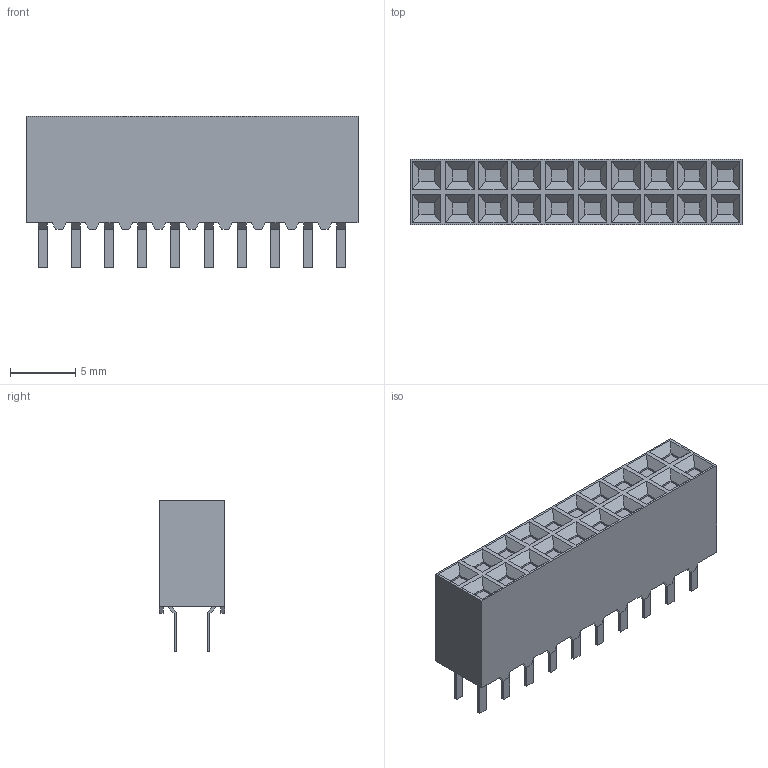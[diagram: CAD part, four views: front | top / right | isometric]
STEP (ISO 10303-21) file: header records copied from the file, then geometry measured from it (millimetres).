
FILE_DESCRIPTION((''),'2;1');
FILE_NAME('C-6-534206-0','2016-04-12T',('workeradm'),('Tyco Electronics Ltd.'),'CREO PARAMETRIC BY PTC INC, 2015200','CREO PARAMETRIC BY PTC INC, 2015200','');
FILE_SCHEMA(('AUTOMOTIVE_DESIGN { 1 0 10303 214 1 1 1 1 }'));
Length unit declared in the file: millimetre
Products named in the file (1): C-6-534206-0
Bounding box: 25.4 x 5.03 x 11.56 mm (x, y, z)
Volume: 1012.9 mm3; surface area: 946 mm2
Topology: 1 solids, 1 shells, 398 faces, 988 edges, 632 vertices
Faces by surface type: plane 398
Entity records: 11496 total; most frequent: CARTESIAN_POINT 2020, ORIENTED_EDGE 1976, DIRECTION 1784, VECTOR 988, LINE 988, EDGE_CURVE 988, VERTEX_POINT 632, EDGE_LOOP 438
